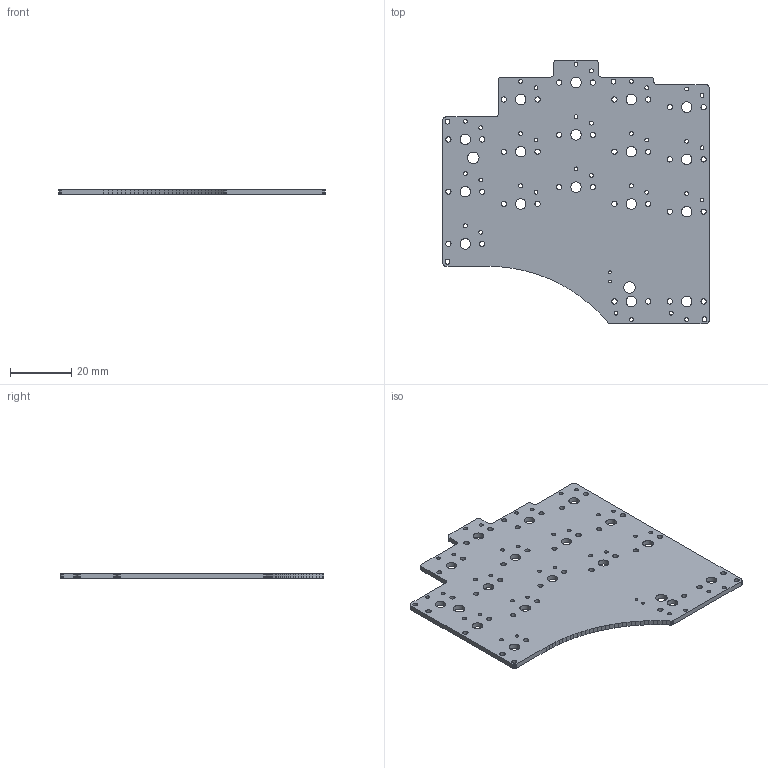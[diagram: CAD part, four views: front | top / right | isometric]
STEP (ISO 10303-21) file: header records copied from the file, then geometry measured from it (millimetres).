
FILE_DESCRIPTION(('KiCad electronic assembly'),'2;1');
FILE_NAME('Dyad_01_22_2025.step','2025-01-22T23:00:15',('Pcbnew'),( 'Kicad'),'Open CASCADE STEP processor 7.7','KiCad to STEP converter' ,'Unknown');
FILE_SCHEMA(('AUTOMOTIVE_DESIGN { 1 0 10303 214 1 1 1 1 }'));
Length unit declared in the file: millimetre
Products named in the file (2): Dyad_01_22_2025 1; _autosave-Dyad PCB
Assembly tree (1 placements, depth 2):
  Dyad_01_22_2025 1
    _autosave-Dyad PCB
Bounding box: 86.6 x 85.8 x 1.6 mm (x, y, z)
Volume: 9056.4 mm3; surface area: 12722.6 mm2
Topology: 1 solids, 1 shells, 239 faces, 711 edges, 474 vertices
Faces by surface type: plane 146, cylinder 93
Full cylindrical faces by diameter (mm): 0.9 x2, 1.27 x34, 1.6 x4, 1.702 x34, 3.429 x17, 3.734 x2
Entity records: 18251 total; most frequent: CARTESIAN_POINT 3964, DIRECTION 2615, LINE 1761, VECTOR 1761, ORIENTED_EDGE 1422, PCURVE 1422, DEFINITIONAL_REPRESENTATION 1422, EDGE_CURVE 711
